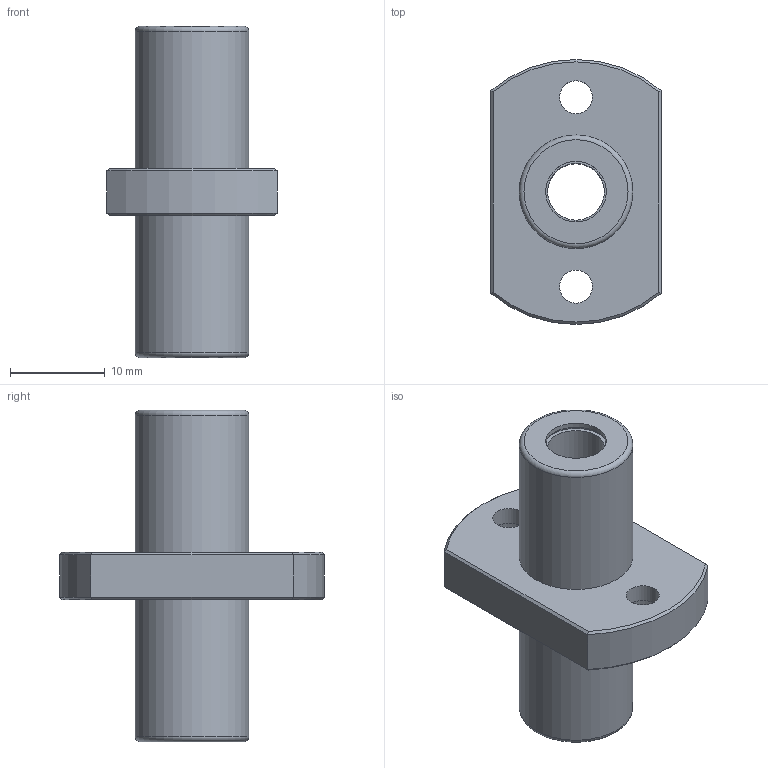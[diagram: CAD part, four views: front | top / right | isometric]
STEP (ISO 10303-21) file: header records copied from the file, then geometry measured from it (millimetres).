
FILE_DESCRIPTION(/* description */ ('STEP AP203'),/* implementation_level */ '2;1');
FILE_NAME(/* name */ 'LMHM6LUU',/* time_stamp */ '2022-08-19T09:37:12+02:00',/* author */ ('License CC BY-ND 4.0'),/* organization */ ('CADENAS'),/* preprocessor_version */ 'ST-DEVELOPER v18.102',/* originating_system */ 'PARTsolutions',/* authorisation */ ' ');
FILE_SCHEMA (('CONFIG_CONTROL_DESIGN'));
Length unit declared in the file: millimetre
Products named in the file (1): LMHM6LUU
Bounding box: 18 x 28 x 35 mm (x, y, z)
Volume: 4507.3 mm3; surface area: 3176.5 mm2
Topology: 1 solids, 1 shells, 35 faces, 67 edges, 42 vertices
Faces by surface type: plane 16, cylinder 13, cone 4, torus 2
Full cylindrical faces by diameter (mm): 3.5 x2, 6 x3, 6.4 x2, 6.8 x2, 12 x2
Entity records: 856 total; most frequent: CARTESIAN_POINT 152, DIRECTION 148, ORIENTED_EDGE 104, AXIS2_PLACEMENT_3D 68, EDGE_LOOP 62, FACE_BOUND 62, EDGE_CURVE 52, VERTEX_POINT 40
